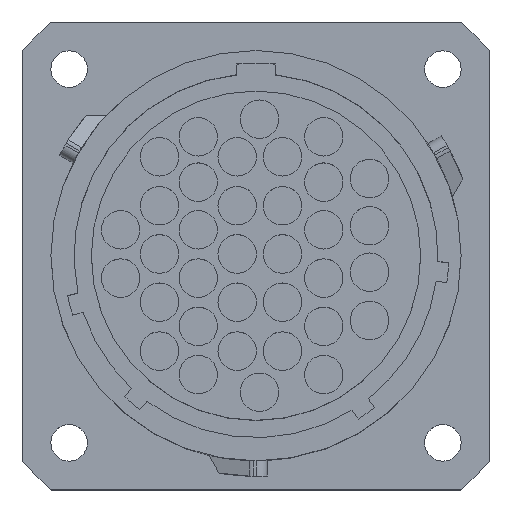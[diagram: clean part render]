
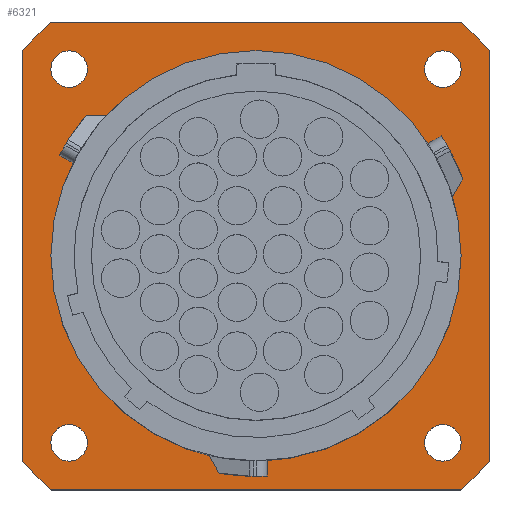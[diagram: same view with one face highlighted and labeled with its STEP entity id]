
A CAD part, top view. The second image highlights one B-rep face of the part: STEP entity #6321.
In plain terms, the highlighted planar face has unit normal (0, 0, 1).
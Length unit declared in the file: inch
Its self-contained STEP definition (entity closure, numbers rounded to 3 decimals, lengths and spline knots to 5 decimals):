
#186=CARTESIAN_POINT('',(0.,0.,0.));
#187=DIRECTION('',(0.,0.,-1.));
#188=DIRECTION('',(1.,0.,0.));
#189=AXIS2_PLACEMENT_3D('',#186,#187,#188);
#236=CARTESIAN_POINT('',(0.,0.,0.));
#237=DIRECTION('',(0.,0.,1.));
#238=DIRECTION('',(1.,0.,0.));
#239=AXIS2_PLACEMENT_3D('',#236,#237,#238);
#315=DIRECTION('',(1.,0.,0.));
#316=VECTOR('',#315,1.36943);
#317=CARTESIAN_POINT('',(-0.68471,0.78248,0.));
#318=LINE('',#317,#316);
#319=CARTESIAN_POINT('',(0.,0.,0.));
#320=DIRECTION('',(0.,0.,-1.));
#321=DIRECTION('',(0.659,0.753,0.));
#322=AXIS2_PLACEMENT_3D('',#319,#320,#321);
#324=DIRECTION('',(0.,-1.,0.));
#325=VECTOR('',#324,1.36943);
#326=CARTESIAN_POINT('',(0.78248,0.68471,0.));
#327=LINE('',#326,#325);
#328=CARTESIAN_POINT('',(0.,0.,0.));
#329=DIRECTION('',(0.,0.,-1.));
#330=DIRECTION('',(0.753,-0.659,0.));
#331=AXIS2_PLACEMENT_3D('',#328,#329,#330);
#333=DIRECTION('',(-1.,0.,0.));
#334=VECTOR('',#333,1.36943);
#335=CARTESIAN_POINT('',(0.68471,-0.78248,0.));
#336=LINE('',#335,#334);
#337=CARTESIAN_POINT('',(0.,0.,0.));
#338=DIRECTION('',(0.,0.,-1.));
#339=DIRECTION('',(-0.659,-0.753,0.));
#340=AXIS2_PLACEMENT_3D('',#337,#338,#339);
#342=DIRECTION('',(0.,1.,0.));
#343=VECTOR('',#342,1.36943);
#344=CARTESIAN_POINT('',(-0.78248,-0.68471,0.));
#345=LINE('',#344,#343);
#346=CARTESIAN_POINT('',(0.,0.,0.));
#347=DIRECTION('',(0.,0.,-1.));
#348=DIRECTION('',(-0.753,0.659,0.));
#349=AXIS2_PLACEMENT_3D('',#346,#347,#348);
#351=CARTESIAN_POINT('',(0.625,0.625,0.));
#352=DIRECTION('',(0.,0.,1.));
#353=DIRECTION('',(1.,0.,0.));
#354=AXIS2_PLACEMENT_3D('',#351,#352,#353);
#356=CARTESIAN_POINT('',(0.625,0.625,0.));
#357=DIRECTION('',(0.,0.,1.));
#358=DIRECTION('',(-1.,0.,0.));
#359=AXIS2_PLACEMENT_3D('',#356,#357,#358);
#361=CARTESIAN_POINT('',(0.625,-0.625,0.));
#362=DIRECTION('',(0.,0.,1.));
#363=DIRECTION('',(1.,0.,0.));
#364=AXIS2_PLACEMENT_3D('',#361,#362,#363);
#366=CARTESIAN_POINT('',(0.625,-0.625,0.));
#367=DIRECTION('',(0.,0.,1.));
#368=DIRECTION('',(-1.,0.,0.));
#369=AXIS2_PLACEMENT_3D('',#366,#367,#368);
#371=CARTESIAN_POINT('',(-0.625,-0.625,0.));
#372=DIRECTION('',(0.,0.,1.));
#373=DIRECTION('',(1.,0.,0.));
#374=AXIS2_PLACEMENT_3D('',#371,#372,#373);
#376=CARTESIAN_POINT('',(-0.625,-0.625,0.));
#377=DIRECTION('',(0.,0.,1.));
#378=DIRECTION('',(-1.,0.,0.));
#379=AXIS2_PLACEMENT_3D('',#376,#377,#378);
#381=CARTESIAN_POINT('',(-0.625,0.625,0.));
#382=DIRECTION('',(0.,0.,1.));
#383=DIRECTION('',(1.,0.,0.));
#384=AXIS2_PLACEMENT_3D('',#381,#382,#383);
#386=CARTESIAN_POINT('',(-0.625,0.625,0.));
#387=DIRECTION('',(0.,0.,1.));
#388=DIRECTION('',(-1.,0.,0.));
#389=AXIS2_PLACEMENT_3D('',#386,#387,#388);
#5079=CARTESIAN_POINT('',(0.68602,0.,0.));
#5081=VERTEX_POINT('',#5079);
#5091=CARTESIAN_POINT('',(-0.68602,0.,0.));
#5093=VERTEX_POINT('',#5091);
#5340=CARTESIAN_POINT('',(-0.68471,0.78248,0.));
#5341=CARTESIAN_POINT('',(0.68471,0.78248,0.));
#5342=VERTEX_POINT('',#5340);
#5343=VERTEX_POINT('',#5341);
#5344=CARTESIAN_POINT('',(0.78248,0.68471,0.));
#5345=CARTESIAN_POINT('',(0.78248,-0.68471,0.));
#5346=VERTEX_POINT('',#5344);
#5347=VERTEX_POINT('',#5345);
#5348=CARTESIAN_POINT('',(0.68471,-0.78248,0.));
#5349=CARTESIAN_POINT('',(-0.68471,-0.78248,0.));
#5350=VERTEX_POINT('',#5348);
#5351=VERTEX_POINT('',#5349);
#5352=CARTESIAN_POINT('',(-0.78248,-0.68471,0.));
#5353=CARTESIAN_POINT('',(-0.78248,0.68471,0.));
#5354=VERTEX_POINT('',#5352);
#5355=VERTEX_POINT('',#5353);
#5372=CARTESIAN_POINT('',(0.68602,0.625,0.));
#5373=CARTESIAN_POINT('',(0.56398,0.625,0.));
#5374=VERTEX_POINT('',#5372);
#5375=VERTEX_POINT('',#5373);
#5376=CARTESIAN_POINT('',(0.68602,-0.625,0.));
#5377=CARTESIAN_POINT('',(0.56398,-0.625,0.));
#5378=VERTEX_POINT('',#5376);
#5379=VERTEX_POINT('',#5377);
#5380=CARTESIAN_POINT('',(-0.56398,-0.625,0.));
#5381=CARTESIAN_POINT('',(-0.68602,-0.625,0.));
#5382=VERTEX_POINT('',#5380);
#5383=VERTEX_POINT('',#5381);
#5384=CARTESIAN_POINT('',(-0.56398,0.625,0.));
#5385=CARTESIAN_POINT('',(-0.68602,0.625,0.));
#5386=VERTEX_POINT('',#5384);
#5387=VERTEX_POINT('',#5385);
#6270=CARTESIAN_POINT('',(0.,0.,0.));
#6271=DIRECTION('',(0.,0.,-1.));
#6272=DIRECTION('',(-1.,0.,0.));
#6273=AXIS2_PLACEMENT_3D('',#6270,#6271,#6272);
#6274=PLANE('',#6273);
#6276=ORIENTED_EDGE('',*,*,#6275,.T.);
#6278=ORIENTED_EDGE('',*,*,#6277,.T.);
#6280=ORIENTED_EDGE('',*,*,#6279,.T.);
#6282=ORIENTED_EDGE('',*,*,#6281,.T.);
#6284=ORIENTED_EDGE('',*,*,#6283,.T.);
#6286=ORIENTED_EDGE('',*,*,#6285,.T.);
#6288=ORIENTED_EDGE('',*,*,#6287,.T.);
#6290=ORIENTED_EDGE('',*,*,#6289,.T.);
#6291=EDGE_LOOP('',(#6276,#6278,#6280,#6282,#6284,#6286,#6288,#6290));
#6292=FACE_OUTER_BOUND('',#6291,.F.);
#6293=ORIENTED_EDGE('',*,*,#6221,.T.);
#6294=ORIENTED_EDGE('',*,*,#6183,.F.);
#6295=EDGE_LOOP('',(#6293,#6294));
#6296=FACE_BOUND('',#6295,.F.);
#6298=ORIENTED_EDGE('',*,*,#6297,.T.);
#6300=ORIENTED_EDGE('',*,*,#6299,.T.);
#6301=EDGE_LOOP('',(#6298,#6300));
#6302=FACE_BOUND('',#6301,.F.);
#6304=ORIENTED_EDGE('',*,*,#6303,.T.);
#6306=ORIENTED_EDGE('',*,*,#6305,.T.);
#6307=EDGE_LOOP('',(#6304,#6306));
#6308=FACE_BOUND('',#6307,.F.);
#6310=ORIENTED_EDGE('',*,*,#6309,.T.);
#6312=ORIENTED_EDGE('',*,*,#6311,.T.);
#6313=EDGE_LOOP('',(#6310,#6312));
#6314=FACE_BOUND('',#6313,.F.);
#6316=ORIENTED_EDGE('',*,*,#6315,.T.);
#6318=ORIENTED_EDGE('',*,*,#6317,.T.);
#6319=EDGE_LOOP('',(#6316,#6318));
#6320=FACE_BOUND('',#6319,.F.);
#6321=ADVANCED_FACE('',(#6292,#6296,#6302,#6308,#6314,#6320),#6274,.F.);
#190=CIRCLE('',#189,0.68602);
#240=CIRCLE('',#239,0.68602);
#323=CIRCLE('',#322,1.03976);
#332=CIRCLE('',#331,1.03976);
#341=CIRCLE('',#340,1.03976);
#350=CIRCLE('',#349,1.03976);
#355=CIRCLE('',#354,0.06102);
#360=CIRCLE('',#359,0.06102);
#365=CIRCLE('',#364,0.06102);
#370=CIRCLE('',#369,0.06102);
#375=CIRCLE('',#374,0.06102);
#380=CIRCLE('',#379,0.06102);
#385=CIRCLE('',#384,0.06102);
#390=CIRCLE('',#389,0.06102);
#6183=EDGE_CURVE('',#5081,#5093,#190,.T.);
#6221=EDGE_CURVE('',#5081,#5093,#240,.T.);
#6275=EDGE_CURVE('',#5342,#5343,#318,.T.);
#6277=EDGE_CURVE('',#5343,#5346,#323,.T.);
#6279=EDGE_CURVE('',#5346,#5347,#327,.T.);
#6281=EDGE_CURVE('',#5347,#5350,#332,.T.);
#6283=EDGE_CURVE('',#5350,#5351,#336,.T.);
#6285=EDGE_CURVE('',#5351,#5354,#341,.T.);
#6287=EDGE_CURVE('',#5354,#5355,#345,.T.);
#6289=EDGE_CURVE('',#5355,#5342,#350,.T.);
#6297=EDGE_CURVE('',#5374,#5375,#355,.T.);
#6299=EDGE_CURVE('',#5375,#5374,#360,.T.);
#6303=EDGE_CURVE('',#5378,#5379,#365,.T.);
#6305=EDGE_CURVE('',#5379,#5378,#370,.T.);
#6309=EDGE_CURVE('',#5382,#5383,#375,.T.);
#6311=EDGE_CURVE('',#5383,#5382,#380,.T.);
#6315=EDGE_CURVE('',#5386,#5387,#385,.T.);
#6317=EDGE_CURVE('',#5387,#5386,#390,.T.);
